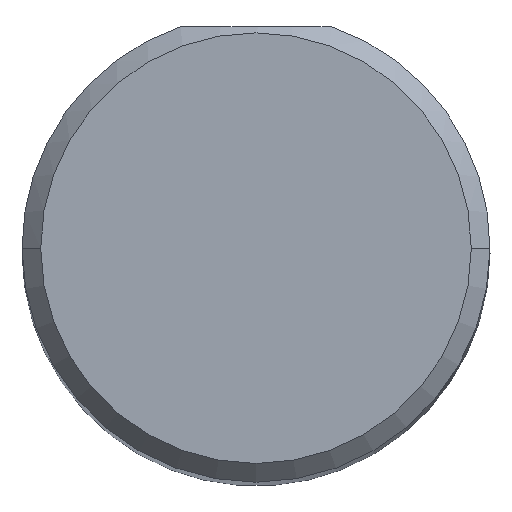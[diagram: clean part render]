
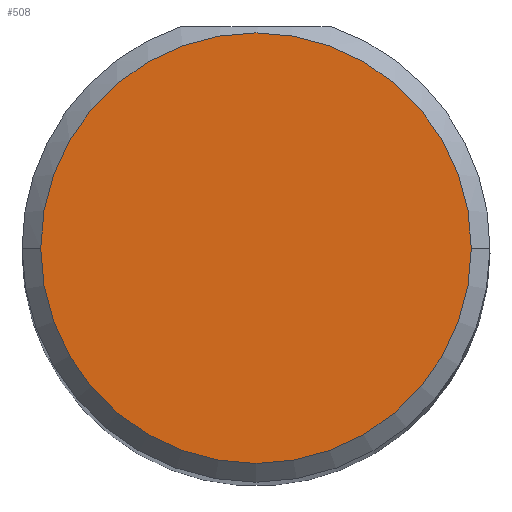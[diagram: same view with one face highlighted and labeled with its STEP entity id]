
A CAD part, top view. The second image highlights one B-rep face of the part: STEP entity #508.
In plain terms, the highlighted planar face has unit normal (0, 0, 1).
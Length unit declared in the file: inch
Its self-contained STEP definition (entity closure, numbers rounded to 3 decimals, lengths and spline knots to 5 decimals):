
#11 = CIRCLE ( 'NONE', #405, 0.1725 ) ;
#27 = CARTESIAN_POINT ( 'NONE',  ( 0., 0., 2.5 ) ) ;
#67 = DIRECTION ( 'NONE',  ( 1., 0., 0. ) ) ;
#80 = CARTESIAN_POINT ( 'NONE',  ( 0., 0., 2.5 ) ) ;
#87 = DIRECTION ( 'NONE',  ( 1., 0., 0. ) ) ;
#89 = DIRECTION ( 'NONE',  ( 0., 0., 1. ) ) ;
#92 = EDGE_CURVE ( 'NONE', #524, #295, #544, .T. ) ;
#184 = CARTESIAN_POINT ( 'NONE',  ( 0., 0., 2.5 ) ) ;
#189 = PLANE ( 'NONE',  #481 ) ;
#284 = AXIS2_PLACEMENT_3D ( 'NONE', #184, #559, #67 ) ;
#295 = VERTEX_POINT ( 'NONE', #438 ) ;
#405 = AXIS2_PLACEMENT_3D ( 'NONE', #80, #89, #465 ) ;
#423 = DIRECTION ( 'NONE',  ( 0., 0., 1. ) ) ;
#438 = CARTESIAN_POINT ( 'NONE',  ( -0.1725, 0., 2.5 ) ) ;
#463 = ORIENTED_EDGE ( 'NONE', *, *, #92, .T. ) ;
#465 = DIRECTION ( 'NONE',  ( 1., 0., 0. ) ) ;
#481 = AXIS2_PLACEMENT_3D ( 'NONE', #27, #423, #87 ) ;
#497 = EDGE_LOOP ( 'NONE', ( #685, #463 ) ) ;
#508 = ADVANCED_FACE ( 'NONE', ( #530 ), #189, .T. ) ;
#524 = VERTEX_POINT ( 'NONE', #628 ) ;
#530 = FACE_OUTER_BOUND ( 'NONE', #497, .T. ) ;
#544 = CIRCLE ( 'NONE', #284, 0.1725 ) ;
#559 = DIRECTION ( 'NONE',  ( 0., 0., 1. ) ) ;
#591 = EDGE_CURVE ( 'NONE', #295, #524, #11, .T. ) ;
#628 = CARTESIAN_POINT ( 'NONE',  ( 0.1725, 0., 2.5 ) ) ;
#685 = ORIENTED_EDGE ( 'NONE', *, *, #591, .T. ) ;
